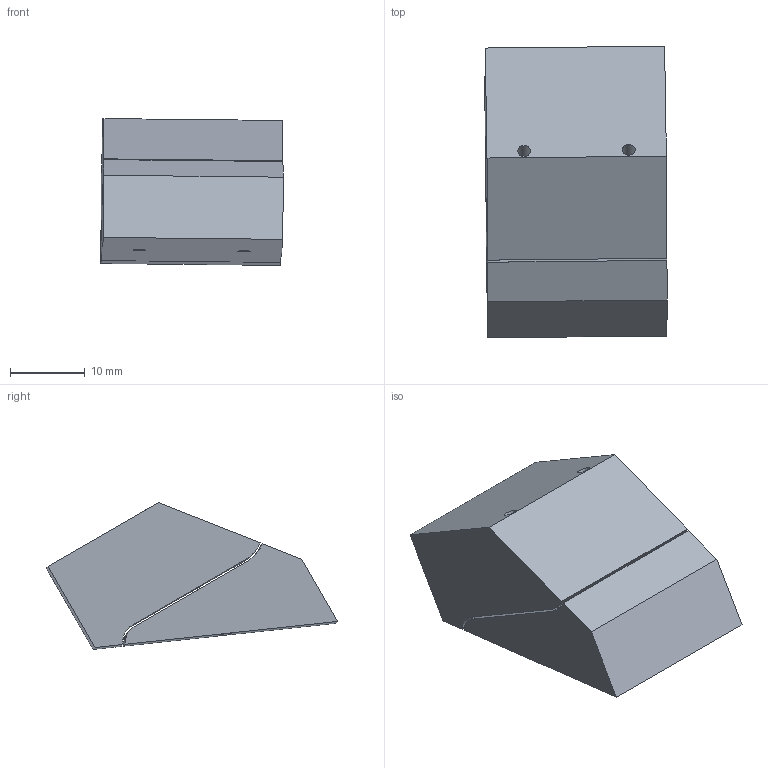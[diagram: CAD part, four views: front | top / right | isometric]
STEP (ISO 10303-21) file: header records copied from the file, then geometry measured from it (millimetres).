
FILE_DESCRIPTION( ( 'STEP AP203' ), '1' );
FILE_NAME( ' ', ' ', ( ' ' ), ( ' ' ), 'PSStep 10.1', ' ', ' ' );
FILE_SCHEMA( ( 'CONFIG_CONTROL_DESIGN' ) );
Length unit declared in the file: millimetre
Products named in the file (2): 1; 2
Bounding box: 24.37 x 38.95 x 19.62 mm (x, y, z)
Volume: 10951.1 mm3; surface area: 4435.6 mm2
Topology: 2 solids, 2 shells, 25 faces, 67 edges, 46 vertices
Faces by surface type: plane 17, cylinder 7, extrusion 1
Full cylindrical faces by diameter (mm): 1.7 x4
Entity records: 965 total; most frequent: CARTESIAN_POINT 300, ORIENTED_EDGE 122, DIRECTION 96, EDGE_CURVE 61, VERTEX_POINT 44, EDGE_LOOP 37, AXIS2_PLACEMENT_3D 32, VECTOR 32
